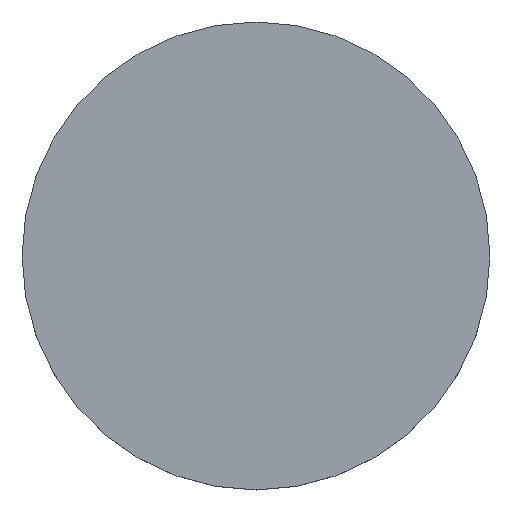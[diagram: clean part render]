
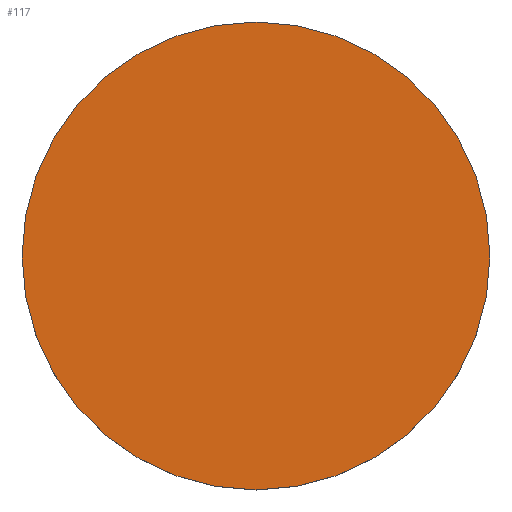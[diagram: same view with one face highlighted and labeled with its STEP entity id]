
A CAD part, top view. The second image highlights one B-rep face of the part: STEP entity #117.
In plain terms, the highlighted planar face has unit normal (0, 0, 1).
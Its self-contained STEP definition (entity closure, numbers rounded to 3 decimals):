
#3 = DIRECTION ( 'NONE',  ( 1., 0., 0. ) ) ;
#20 = VERTEX_POINT ( 'NONE', #62 ) ;
#27 = DIRECTION ( 'NONE',  ( 1., 0., 0. ) ) ;
#28 = CARTESIAN_POINT ( 'NONE',  ( 0., 26.112, 4. ) ) ;
#48 = DIRECTION ( 'NONE',  ( 0., 0., -1. ) ) ;
#55 = ORIENTED_EDGE ( 'NONE', *, *, #196, .F. ) ;
#58 = AXIS2_PLACEMENT_3D ( 'NONE', #103, #48, #27 ) ;
#62 = CARTESIAN_POINT ( 'NONE',  ( 12.7, 0., 4. ) ) ;
#68 = DIRECTION ( 'NONE',  ( 0., 0., -1. ) ) ;
#76 = CIRCLE ( 'NONE', #58, 12.7 ) ;
#86 = DIRECTION ( 'NONE',  ( 0., 0., 1. ) ) ;
#93 = EDGE_CURVE ( 'NONE', #201, #20, #76, .T. ) ;
#94 = EDGE_LOOP ( 'NONE', ( #55, #150 ) ) ;
#96 = AXIS2_PLACEMENT_3D ( 'NONE', #28, #86, #3 ) ;
#103 = CARTESIAN_POINT ( 'NONE',  ( 0., 0., 4. ) ) ;
#117 = ADVANCED_FACE ( 'NONE', ( #166 ), #222, .T. ) ;
#150 = ORIENTED_EDGE ( 'NONE', *, *, #93, .F. ) ;
#156 = DIRECTION ( 'NONE',  ( 1., 0., 0. ) ) ;
#159 = CARTESIAN_POINT ( 'NONE',  ( 0., 0., 4. ) ) ;
#166 = FACE_OUTER_BOUND ( 'NONE', #94, .T. ) ;
#185 = CARTESIAN_POINT ( 'NONE',  ( -12.7, 0., 4. ) ) ;
#196 = EDGE_CURVE ( 'NONE', #20, #201, #232, .T. ) ;
#201 = VERTEX_POINT ( 'NONE', #185 ) ;
#207 = AXIS2_PLACEMENT_3D ( 'NONE', #159, #68, #156 ) ;
#222 = PLANE ( 'NONE',  #96 ) ;
#232 = CIRCLE ( 'NONE', #207, 12.7 ) ;
